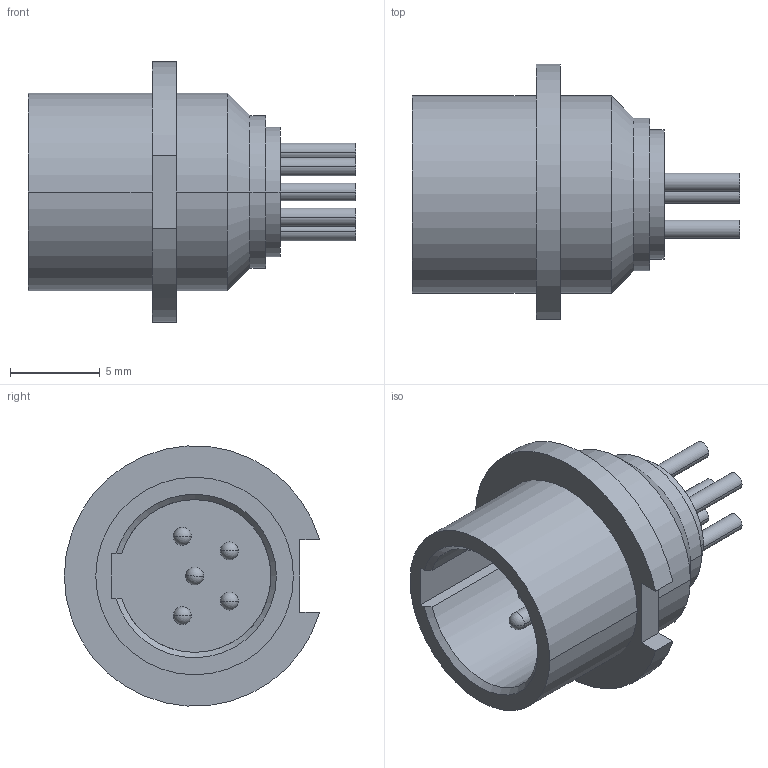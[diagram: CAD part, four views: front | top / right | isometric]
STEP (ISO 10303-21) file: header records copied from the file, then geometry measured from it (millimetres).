
FILE_DESCRIPTION((''),'2;1');
FILE_NAME('RT3MPR','2021-04-12T',('xhp'),(''),'PRO/ENGINEER BY PARAMETRIC TECHNOLOGY CORPORATION, 2013040','PRO/ENGINEER BY PARAMETRIC TECHNOLOGY CORPORATION, 2013040','');
FILE_SCHEMA(('CONFIG_CONTROL_DESIGN'));
Length unit declared in the file: millimetre
Products named in the file (1): RT3MPR
Bounding box: 18.2 x 14.21 x 14.48 mm (x, y, z)
Volume: 816.1 mm3; surface area: 1190 mm2
Topology: 1 solids, 1 shells, 60 faces, 140 edges, 86 vertices
Faces by surface type: cylinder 30, plane 17, sphere 10, cone 3
Entity records: 1719 total; most frequent: DIRECTION 326, CARTESIAN_POINT 285, ORIENTED_EDGE 260, AXIS2_PLACEMENT_3D 138, EDGE_CURVE 130, VERTEX_POINT 86, CIRCLE 78, EDGE_LOOP 74
